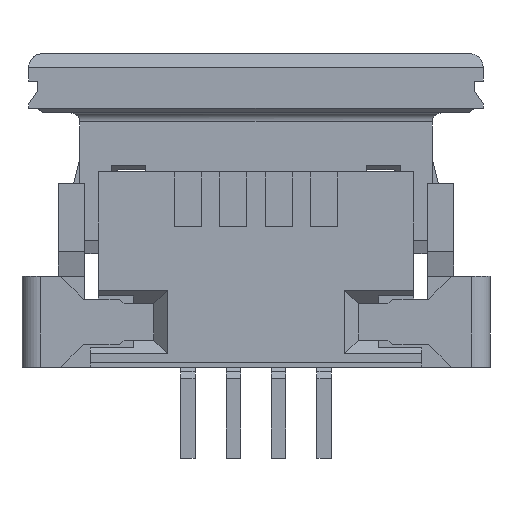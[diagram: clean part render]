
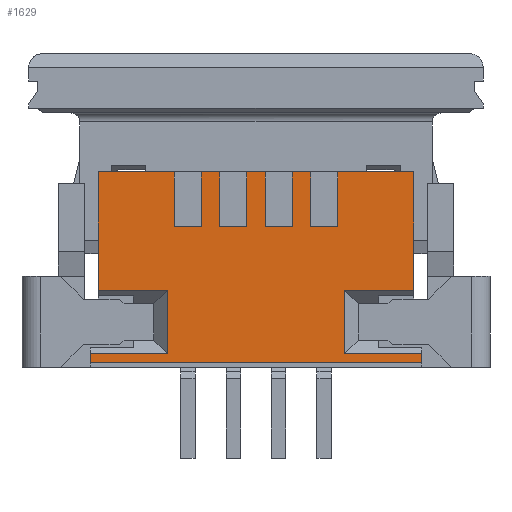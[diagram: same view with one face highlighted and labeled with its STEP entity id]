
A CAD part, front view. The second image highlights one B-rep face of the part: STEP entity #1629.
In plain terms, the highlighted planar face has unit normal (0, -1, 0).
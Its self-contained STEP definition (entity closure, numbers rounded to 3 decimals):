
#1629=ADVANCED_FACE('',(#2414),#2415,.T.);
#2414=FACE_OUTER_BOUND('',#3550,.T.);
#2415=PLANE('',#3551);
#3550=EDGE_LOOP('',(#5821,#5822,#5823,#5824,#5825,#5826,#5827,#5828,#5829,#5830,#5831,#5832,#5833,#5834,#5835,#5836,#5837,#5838,#5839,#5840,#5841,#5842,#5843,#5844,#5845,#5846,#5847,#5848));
#3551=AXIS2_PLACEMENT_3D('',#5849,#5850,#5851);
#5821=ORIENTED_EDGE('',*,*,#9730,.F.);
#5822=ORIENTED_EDGE('',*,*,#9738,.T.);
#5823=ORIENTED_EDGE('',*,*,#9739,.F.);
#5824=ORIENTED_EDGE('',*,*,#9740,.F.);
#5825=ORIENTED_EDGE('',*,*,#9726,.F.);
#5826=ORIENTED_EDGE('',*,*,#9741,.T.);
#5827=ORIENTED_EDGE('',*,*,#9742,.F.);
#5828=ORIENTED_EDGE('',*,*,#9743,.F.);
#5829=ORIENTED_EDGE('',*,*,#9722,.F.);
#5830=ORIENTED_EDGE('',*,*,#9744,.T.);
#5831=ORIENTED_EDGE('',*,*,#9745,.F.);
#5832=ORIENTED_EDGE('',*,*,#9746,.F.);
#5833=ORIENTED_EDGE('',*,*,#9718,.F.);
#5834=ORIENTED_EDGE('',*,*,#9747,.T.);
#5835=ORIENTED_EDGE('',*,*,#9748,.F.);
#5836=ORIENTED_EDGE('',*,*,#9749,.T.);
#5837=ORIENTED_EDGE('',*,*,#9750,.F.);
#5838=ORIENTED_EDGE('',*,*,#9751,.F.);
#5839=ORIENTED_EDGE('',*,*,#9752,.T.);
#5840=ORIENTED_EDGE('',*,*,#9753,.T.);
#5841=ORIENTED_EDGE('',*,*,#9754,.F.);
#5842=ORIENTED_EDGE('',*,*,#9755,.T.);
#5843=ORIENTED_EDGE('',*,*,#9756,.F.);
#5844=ORIENTED_EDGE('',*,*,#9654,.F.);
#5845=ORIENTED_EDGE('',*,*,#9707,.F.);
#5846=ORIENTED_EDGE('',*,*,#9737,.T.);
#5847=ORIENTED_EDGE('',*,*,#9757,.F.);
#5848=ORIENTED_EDGE('',*,*,#9758,.F.);
#5849=CARTESIAN_POINT('',(-4.35,-1.35,1.5));
#5850=DIRECTION('',(0.0,-1.0,0.0));
#5851=DIRECTION('',(0.0,0.0,-1.0));
#9654=EDGE_CURVE('',#11664,#11666,#11667,.T.);
#9707=EDGE_CURVE('',#11753,#11664,#11756,.T.);
#9718=EDGE_CURVE('',#11771,#11773,#11774,.T.);
#9722=EDGE_CURVE('',#11779,#11781,#11782,.T.);
#9726=EDGE_CURVE('',#11787,#11789,#11790,.T.);
#9730=EDGE_CURVE('',#11795,#11797,#11798,.T.);
#9737=EDGE_CURVE('',#11753,#11807,#11809,.T.);
#9738=EDGE_CURVE('',#11795,#11810,#11811,.T.);
#9739=EDGE_CURVE('',#11812,#11810,#11813,.T.);
#9740=EDGE_CURVE('',#11789,#11812,#11814,.T.);
#9741=EDGE_CURVE('',#11787,#11815,#11816,.T.);
#9742=EDGE_CURVE('',#11817,#11815,#11818,.T.);
#9743=EDGE_CURVE('',#11781,#11817,#11819,.T.);
#9744=EDGE_CURVE('',#11779,#11820,#11821,.T.);
#9745=EDGE_CURVE('',#11822,#11820,#11823,.T.);
#9746=EDGE_CURVE('',#11773,#11822,#11824,.T.);
#9747=EDGE_CURVE('',#11771,#11825,#11826,.T.);
#9748=EDGE_CURVE('',#11827,#11825,#11828,.T.);
#9749=EDGE_CURVE('',#11827,#11829,#11830,.T.);
#9750=EDGE_CURVE('',#11831,#11829,#11832,.T.);
#9751=EDGE_CURVE('',#11833,#11831,#11834,.T.);
#9752=EDGE_CURVE('',#11833,#11835,#11836,.T.);
#9753=EDGE_CURVE('',#11835,#11837,#11838,.T.);
#9754=EDGE_CURVE('',#11839,#11837,#11840,.T.);
#9755=EDGE_CURVE('',#11839,#11841,#11842,.T.);
#9756=EDGE_CURVE('',#11666,#11841,#11843,.T.);
#9757=EDGE_CURVE('',#11844,#11807,#11845,.T.);
#9758=EDGE_CURVE('',#11797,#11844,#11846,.T.);
#11664=VERTEX_POINT('',#14789);
#11666=VERTEX_POINT('',#14792);
#11667=LINE('',#14793,#14794);
#11753=VERTEX_POINT('',#14931);
#11756=LINE('',#14935,#14936);
#11771=VERTEX_POINT('',#14960);
#11773=VERTEX_POINT('',#14963);
#11774=LINE('',#14964,#14965);
#11779=VERTEX_POINT('',#14972);
#11781=VERTEX_POINT('',#14975);
#11782=LINE('',#14976,#14977);
#11787=VERTEX_POINT('',#14984);
#11789=VERTEX_POINT('',#14987);
#11790=LINE('',#14988,#14989);
#11795=VERTEX_POINT('',#14996);
#11797=VERTEX_POINT('',#14999);
#11798=LINE('',#15000,#15001);
#11807=VERTEX_POINT('',#15015);
#11809=LINE('',#15018,#15019);
#11810=VERTEX_POINT('',#15020);
#11811=LINE('',#15021,#15022);
#11812=VERTEX_POINT('',#15023);
#11813=LINE('',#15024,#15025);
#11814=LINE('',#15026,#15027);
#11815=VERTEX_POINT('',#15028);
#11816=LINE('',#15029,#15030);
#11817=VERTEX_POINT('',#15031);
#11818=LINE('',#15032,#15033);
#11819=LINE('',#15034,#15035);
#11820=VERTEX_POINT('',#15036);
#11821=LINE('',#15037,#15038);
#11822=VERTEX_POINT('',#15039);
#11823=LINE('',#15040,#15041);
#11824=LINE('',#15042,#15043);
#11825=VERTEX_POINT('',#15044);
#11826=LINE('',#15045,#15046);
#11827=VERTEX_POINT('',#15047);
#11828=LINE('',#15048,#15049);
#11829=VERTEX_POINT('',#15050);
#11830=LINE('',#15051,#15052);
#11831=VERTEX_POINT('',#15053);
#11832=LINE('',#15054,#15055);
#11833=VERTEX_POINT('',#15056);
#11834=LINE('',#15057,#15058);
#11835=VERTEX_POINT('',#15059);
#11836=LINE('',#15060,#15061);
#11837=VERTEX_POINT('',#15062);
#11838=LINE('',#15063,#15064);
#11839=VERTEX_POINT('',#15065);
#11840=LINE('',#15066,#15067);
#11841=VERTEX_POINT('',#15068);
#11842=LINE('',#15069,#15070);
#11843=LINE('',#15071,#15072);
#11844=VERTEX_POINT('',#15073);
#11845=LINE('',#15074,#15075);
#11846=LINE('',#15076,#15077);
#14789=CARTESIAN_POINT('',(3.475,-1.35,1.5));
#14792=CARTESIAN_POINT('',(3.475,-1.35,-1.1));
#14793=CARTESIAN_POINT('',(3.475,-1.35,1.5));
#14794=VECTOR('',#17961,2.6);
#14931=CARTESIAN_POINT('',(1.8,-1.35,1.5));
#14935=CARTESIAN_POINT('',(1.8,-1.35,1.5));
#14936=VECTOR('',#18014,1.675);
#14960=CARTESIAN_POINT('',(-3.475,-1.35,1.5));
#14963=CARTESIAN_POINT('',(-1.8,-1.35,1.5));
#14964=CARTESIAN_POINT('',(-3.475,-1.35,1.5));
#14965=VECTOR('',#18025,1.675);
#14972=CARTESIAN_POINT('',(-1.2,-1.35,1.5));
#14975=CARTESIAN_POINT('',(-0.8,-1.35,1.5));
#14976=CARTESIAN_POINT('',(-1.2,-1.35,1.5));
#14977=VECTOR('',#18029,0.4);
#14984=CARTESIAN_POINT('',(-0.2,-1.35,1.5));
#14987=CARTESIAN_POINT('',(0.2,-1.35,1.5));
#14988=CARTESIAN_POINT('',(-0.2,-1.35,1.5));
#14989=VECTOR('',#18033,0.4);
#14996=CARTESIAN_POINT('',(0.8,-1.35,1.5));
#14999=CARTESIAN_POINT('',(1.2,-1.35,1.5));
#15000=CARTESIAN_POINT('',(0.8,-1.35,1.5));
#15001=VECTOR('',#18037,0.4);
#15015=CARTESIAN_POINT('',(1.8,-1.35,0.3));
#15018=CARTESIAN_POINT('',(1.8,-1.35,1.5));
#15019=VECTOR('',#18044,1.2);
#15020=CARTESIAN_POINT('',(0.8,-1.35,0.3));
#15021=CARTESIAN_POINT('',(0.8,-1.35,1.5));
#15022=VECTOR('',#18045,1.2);
#15023=CARTESIAN_POINT('',(0.2,-1.35,0.3));
#15024=CARTESIAN_POINT('',(0.2,-1.35,0.3));
#15025=VECTOR('',#18046,0.6);
#15026=CARTESIAN_POINT('',(0.2,-1.35,1.5));
#15027=VECTOR('',#18047,1.2);
#15028=CARTESIAN_POINT('',(-0.2,-1.35,0.3));
#15029=CARTESIAN_POINT('',(-0.2,-1.35,1.5));
#15030=VECTOR('',#18048,1.2);
#15031=CARTESIAN_POINT('',(-0.8,-1.35,0.3));
#15032=CARTESIAN_POINT('',(-0.8,-1.35,0.3));
#15033=VECTOR('',#18049,0.6);
#15034=CARTESIAN_POINT('',(-0.8,-1.35,1.5));
#15035=VECTOR('',#18050,1.2);
#15036=CARTESIAN_POINT('',(-1.2,-1.35,0.3));
#15037=CARTESIAN_POINT('',(-1.2,-1.35,1.5));
#15038=VECTOR('',#18051,1.2);
#15039=CARTESIAN_POINT('',(-1.8,-1.35,0.3));
#15040=CARTESIAN_POINT('',(-1.8,-1.35,0.3));
#15041=VECTOR('',#18052,0.6);
#15042=CARTESIAN_POINT('',(-1.8,-1.35,1.5));
#15043=VECTOR('',#18053,1.2);
#15044=CARTESIAN_POINT('',(-3.475,-1.35,-1.1));
#15045=CARTESIAN_POINT('',(-3.475,-1.35,1.5));
#15046=VECTOR('',#18054,2.6);
#15047=CARTESIAN_POINT('',(-1.95,-1.35,-1.1));
#15048=CARTESIAN_POINT('',(-1.95,-1.35,-1.1));
#15049=VECTOR('',#18055,1.525);
#15050=CARTESIAN_POINT('',(-1.95,-1.35,-2.5));
#15051=CARTESIAN_POINT('',(-1.95,-1.35,-1.1));
#15052=VECTOR('',#18056,1.4);
#15053=CARTESIAN_POINT('',(-3.65,-1.35,-2.5));
#15054=CARTESIAN_POINT('',(-3.65,-1.35,-2.5));
#15055=VECTOR('',#18057,1.7);
#15056=CARTESIAN_POINT('',(-3.65,-1.35,-2.7));
#15057=CARTESIAN_POINT('',(-3.65,-1.35,-2.7));
#15058=VECTOR('',#18058,0.2);
#15059=CARTESIAN_POINT('',(3.65,-1.35,-2.7));
#15060=CARTESIAN_POINT('',(-3.65,-1.35,-2.7));
#15061=VECTOR('',#18059,7.3);
#15062=CARTESIAN_POINT('',(3.65,-1.35,-2.5));
#15063=CARTESIAN_POINT('',(3.65,-1.35,-2.7));
#15064=VECTOR('',#18060,0.2);
#15065=CARTESIAN_POINT('',(1.95,-1.35,-2.5));
#15066=CARTESIAN_POINT('',(1.95,-1.35,-2.5));
#15067=VECTOR('',#18061,1.7);
#15068=CARTESIAN_POINT('',(1.95,-1.35,-1.1));
#15069=CARTESIAN_POINT('',(1.95,-1.35,-2.5));
#15070=VECTOR('',#18062,1.4);
#15071=CARTESIAN_POINT('',(3.475,-1.35,-1.1));
#15072=VECTOR('',#18063,1.525);
#15073=CARTESIAN_POINT('',(1.2,-1.35,0.3));
#15074=CARTESIAN_POINT('',(1.2,-1.35,0.3));
#15075=VECTOR('',#18064,0.6);
#15076=CARTESIAN_POINT('',(1.2,-1.35,1.5));
#15077=VECTOR('',#18065,1.2);
#17961=DIRECTION('',(0.0,0.0,-1.0));
#18014=DIRECTION('',(1.0,0.0,0.0));
#18025=DIRECTION('',(1.0,0.0,0.0));
#18029=DIRECTION('',(1.0,0.0,0.0));
#18033=DIRECTION('',(1.0,0.0,0.0));
#18037=DIRECTION('',(1.0,0.0,0.0));
#18044=DIRECTION('',(0.0,0.0,-1.0));
#18045=DIRECTION('',(0.0,0.0,-1.0));
#18046=DIRECTION('',(1.0,0.0,0.0));
#18047=DIRECTION('',(0.0,0.0,-1.0));
#18048=DIRECTION('',(0.0,0.0,-1.0));
#18049=DIRECTION('',(1.0,0.0,0.0));
#18050=DIRECTION('',(0.0,0.0,-1.0));
#18051=DIRECTION('',(0.0,0.0,-1.0));
#18052=DIRECTION('',(1.0,0.0,0.0));
#18053=DIRECTION('',(0.0,0.0,-1.0));
#18054=DIRECTION('',(0.0,0.0,-1.0));
#18055=DIRECTION('',(-1.0,0.0,0.0));
#18056=DIRECTION('',(0.0,0.0,-1.0));
#18057=DIRECTION('',(1.0,0.0,0.0));
#18058=DIRECTION('',(0.0,0.0,1.0));
#18059=DIRECTION('',(1.0,0.0,0.0));
#18060=DIRECTION('',(0.0,0.0,1.0));
#18061=DIRECTION('',(1.0,0.0,0.0));
#18062=DIRECTION('',(0.0,0.0,1.0));
#18063=DIRECTION('',(-1.0,0.0,0.0));
#18064=DIRECTION('',(1.0,0.0,0.0));
#18065=DIRECTION('',(0.0,0.0,-1.0));
